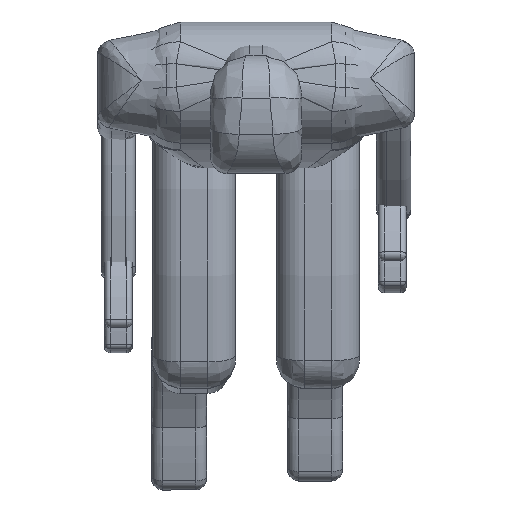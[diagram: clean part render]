
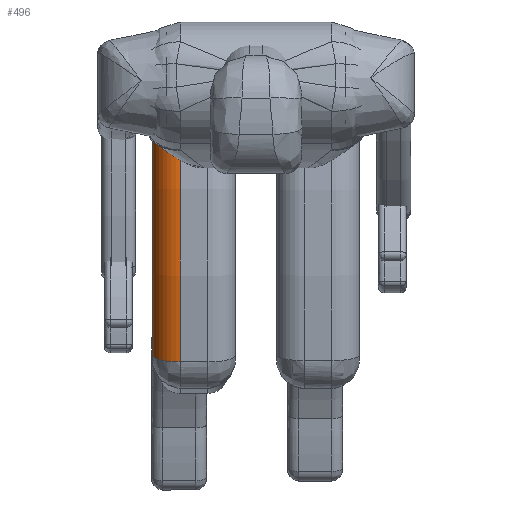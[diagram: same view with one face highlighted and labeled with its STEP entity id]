
A CAD part, top view. The second image highlights one B-rep face of the part: STEP entity #496.
In plain terms, the highlighted toroidal (fillet/blend) face has major radius 1473.2 mm and minor radius 50.8 mm.
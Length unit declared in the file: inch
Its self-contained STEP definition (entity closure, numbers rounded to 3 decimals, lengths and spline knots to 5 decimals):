
#176=CARTESIAN_POINT('',(5.5,-30.68143,-1.36968));
#177=VERTEX_POINT('',#176);
#297=CARTESIAN_POINT('',(7.5,-29.93825,0.48711));
#298=VERTEX_POINT('',#297);
#299=CARTESIAN_POINT('',(5.5,-29.93825,0.48711));
#300=DIRECTION('',(0.0,0.928,-0.372));
#301=DIRECTION('',(0.0,0.372,0.928));
#302=AXIS2_PLACEMENT_3D('',#299,#300,#301);
#303=CIRCLE('',#302,2.0);
#304=EDGE_CURVE('',#298,#177,#303,.T.);
#385=CARTESIAN_POINT('',(5.5,-12.18061,-5.5458));
#386=VERTEX_POINT('',#385);
#393=CARTESIAN_POINT('',(5.5,-8.3859,54.33408));
#394=DIRECTION('',(-1.0,0.0,0.0));
#395=DIRECTION('',(0.0,0.0,1.0));
#396=AXIS2_PLACEMENT_3D('',#393,#394,#395);
#397=CIRCLE('',#396,60.);
#398=EDGE_CURVE('',#386,#177,#397,.T.);
#458=CARTESIAN_POINT('',(7.5,-12.05412,-3.5498));
#459=VERTEX_POINT('',#458);
#460=CARTESIAN_POINT('',(7.5,-8.3859,54.33408));
#461=DIRECTION('',(1.0,0.0,0.0));
#462=DIRECTION('',(0.0,0.0,1.0));
#463=AXIS2_PLACEMENT_3D('',#460,#461,#462);
#464=CIRCLE('',#463,58.);
#465=EDGE_CURVE('',#298,#459,#464,.T.);
#479=CARTESIAN_POINT('',(5.5,-8.3859,54.33408));
#480=DIRECTION('',(-1.0,0.0,0.0));
#481=DIRECTION('',(0.0,0.0,1.0));
#482=AXIS2_PLACEMENT_3D('',#479,#480,#481);
#483=TOROIDAL_SURFACE('',#482,58.,2.);
#484=ORIENTED_EDGE('',*,*,#304,.T.);
#485=ORIENTED_EDGE('',*,*,#398,.F.);
#486=CARTESIAN_POINT('',(5.5,-12.05412,-3.5498));
#487=DIRECTION('',(0.0,0.998,-0.063));
#488=DIRECTION('',(0.0,0.063,0.998));
#489=AXIS2_PLACEMENT_3D('',#486,#487,#488);
#490=CIRCLE('',#489,2.);
#491=EDGE_CURVE('',#459,#386,#490,.T.);
#492=ORIENTED_EDGE('',*,*,#491,.F.);
#493=ORIENTED_EDGE('',*,*,#465,.F.);
#494=EDGE_LOOP('',(#484,#485,#492,#493));
#495=FACE_OUTER_BOUND('',#494,.T.);
#496=ADVANCED_FACE('',(#495),#483,.T.);
